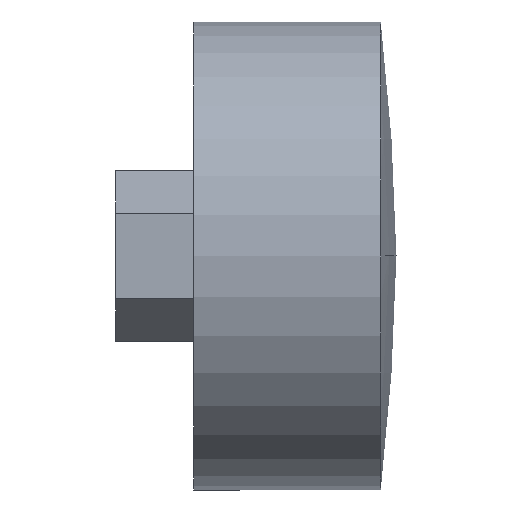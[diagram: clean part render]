
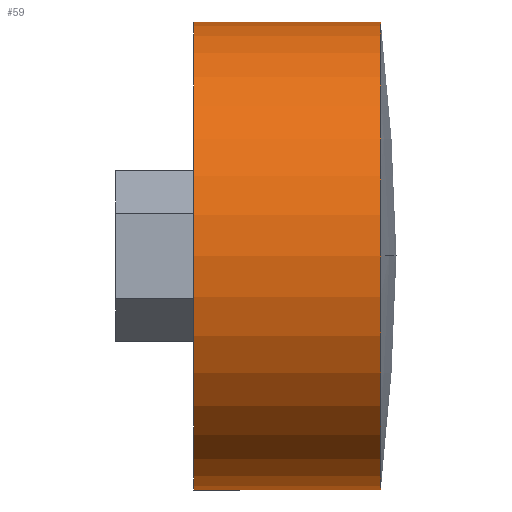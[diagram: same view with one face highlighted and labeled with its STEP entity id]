
A CAD part, left-side view. The second image highlights one B-rep face of the part: STEP entity #59.
In plain terms, the highlighted cylindrical face has radius 3 mm (diameter 6 mm), a partial arc.
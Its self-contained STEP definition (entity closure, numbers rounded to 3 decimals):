
#11 = FACE_OUTER_BOUND ( 'NONE', #296, .T. ) ;
#20 = CIRCLE ( 'NONE', #295, 3. ) ;
#21 = CARTESIAN_POINT ( 'NONE',  ( 0., -22.299, 0. ) ) ;
#34 = CARTESIAN_POINT ( 'NONE',  ( 0., -19.9, 3. ) ) ;
#44 = DIRECTION ( 'NONE',  ( 0., 0., 1. ) ) ;
#59 = ADVANCED_FACE ( 'NONE', ( #11 ), #281, .T. ) ;
#61 = VECTOR ( 'NONE', #110, 1000. ) ;
#63 = CARTESIAN_POINT ( 'NONE',  ( -3., -22.299, 0. ) ) ;
#65 = EDGE_CURVE ( 'NONE', #240, #145, #246, .T. ) ;
#73 = ORIENTED_EDGE ( 'NONE', *, *, #239, .T. ) ;
#84 = VECTOR ( 'NONE', #310, 1000. ) ;
#110 = DIRECTION ( 'NONE',  ( 0., 1., 0. ) ) ;
#118 = VERTEX_POINT ( 'NONE', #63 ) ;
#126 = CARTESIAN_POINT ( 'NONE',  ( 0., -22.299, 3. ) ) ;
#133 = DIRECTION ( 'NONE',  ( 0., 1., 0. ) ) ;
#135 = EDGE_CURVE ( 'NONE', #321, #145, #181, .T. ) ;
#144 = ORIENTED_EDGE ( 'NONE', *, *, #135, .T. ) ;
#145 = VERTEX_POINT ( 'NONE', #318 ) ;
#149 = DIRECTION ( 'NONE',  ( 0., 1., 0. ) ) ;
#154 = AXIS2_PLACEMENT_3D ( 'NONE', #21, #287, #167 ) ;
#160 = AXIS2_PLACEMENT_3D ( 'NONE', #276, #149, #340 ) ;
#163 = EDGE_CURVE ( 'NONE', #192, #118, #285, .T. ) ;
#167 = DIRECTION ( 'NONE',  ( 0., 0., 1. ) ) ;
#181 = LINE ( 'NONE', #34, #84 ) ;
#189 = CARTESIAN_POINT ( 'NONE',  ( 0., -19.9, -3. ) ) ;
#192 = VERTEX_POINT ( 'NONE', #312 ) ;
#195 = CARTESIAN_POINT ( 'NONE',  ( 0., -19.9, -3. ) ) ;
#204 = ORIENTED_EDGE ( 'NONE', *, *, #65, .F. ) ;
#239 = EDGE_CURVE ( 'NONE', #118, #321, #20, .T. ) ;
#240 = VERTEX_POINT ( 'NONE', #195 ) ;
#246 = CIRCLE ( 'NONE', #252, 3. ) ;
#251 = DIRECTION ( 'NONE',  ( 0., 0., 1. ) ) ;
#252 = AXIS2_PLACEMENT_3D ( 'NONE', #302, #305, #251 ) ;
#276 = CARTESIAN_POINT ( 'NONE',  ( 0., -19.9, 0. ) ) ;
#281 = CYLINDRICAL_SURFACE ( 'NONE', #160, 3. ) ;
#285 = CIRCLE ( 'NONE', #154, 3. ) ;
#287 = DIRECTION ( 'NONE',  ( 0., 1., 0. ) ) ;
#288 = EDGE_CURVE ( 'NONE', #192, #240, #380, .T. ) ;
#295 = AXIS2_PLACEMENT_3D ( 'NONE', #347, #133, #44 ) ;
#296 = EDGE_LOOP ( 'NONE', ( #299, #353, #73, #144, #204 ) ) ;
#299 = ORIENTED_EDGE ( 'NONE', *, *, #288, .F. ) ;
#302 = CARTESIAN_POINT ( 'NONE',  ( 0., -19.9, 0. ) ) ;
#305 = DIRECTION ( 'NONE',  ( 0., 1., 0. ) ) ;
#310 = DIRECTION ( 'NONE',  ( 0., 1., 0. ) ) ;
#312 = CARTESIAN_POINT ( 'NONE',  ( 0., -22.299, -3. ) ) ;
#318 = CARTESIAN_POINT ( 'NONE',  ( 0., -19.9, 3. ) ) ;
#321 = VERTEX_POINT ( 'NONE', #126 ) ;
#340 = DIRECTION ( 'NONE',  ( 0., 0., 1. ) ) ;
#347 = CARTESIAN_POINT ( 'NONE',  ( 0., -22.299, 0. ) ) ;
#353 = ORIENTED_EDGE ( 'NONE', *, *, #163, .T. ) ;
#380 = LINE ( 'NONE', #189, #61 ) ;
